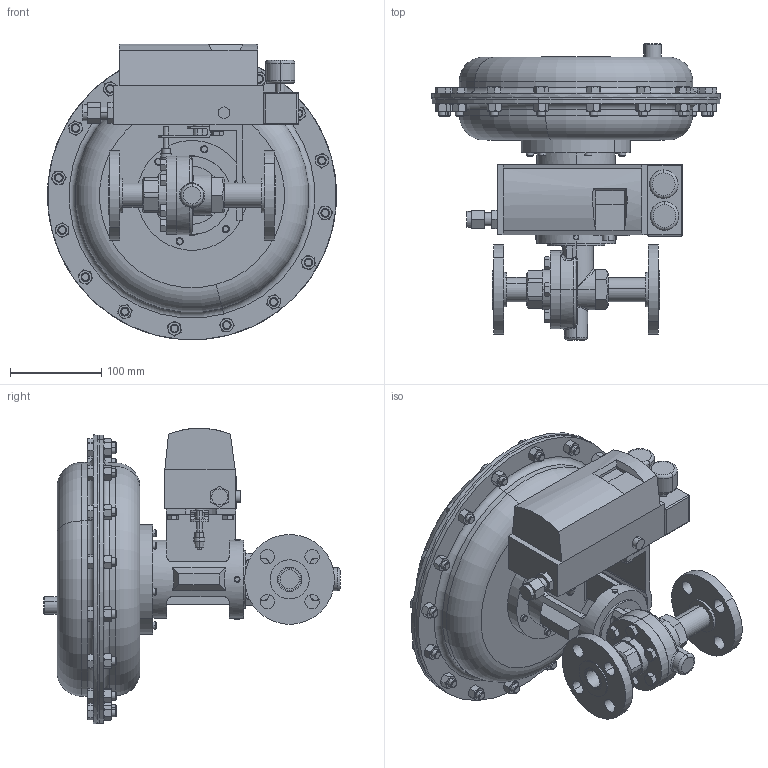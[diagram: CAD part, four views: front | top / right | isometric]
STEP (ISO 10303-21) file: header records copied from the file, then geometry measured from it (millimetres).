
FILE_DESCRIPTION (( 'STEP AP203' ), '1' );
FILE_NAME ('70SP-075-DI+BR-F5-55M-16IQ.STEP', '2017-09-11T16:27:21', ( '' ), ( '' ), 'SwSTEP 2.0', 'SolidWorks 2014', '' );
FILE_SCHEMA (( 'CONFIG_CONTROL_DESIGN' ));
Length unit declared in the file: inch
Products named in the file (1): 70SP-075-DI+BR-F5-55M-16IQ
Bounding box: 317.5 x 325.25 x 324.83 mm (x, y, z)
Volume: 6934624.3 mm3; surface area: 456285.4 mm2
Topology: 1 solids, 1 shells, 1114 faces, 2564 edges, 1556 vertices
Faces by surface type: plane 470, cone 396, cylinder 205, torus 28, bspline 10, sphere 5
Entity records: 35160 total; most frequent: CARTESIAN_POINT 10886, ORIENTED_EDGE 5120, DIRECTION 4836, EDGE_CURVE 2560, AXIS2_PLACEMENT_3D 1948, VERTEX_POINT 1556, EDGE_LOOP 1242, FACE_OUTER_BOUND 1114
